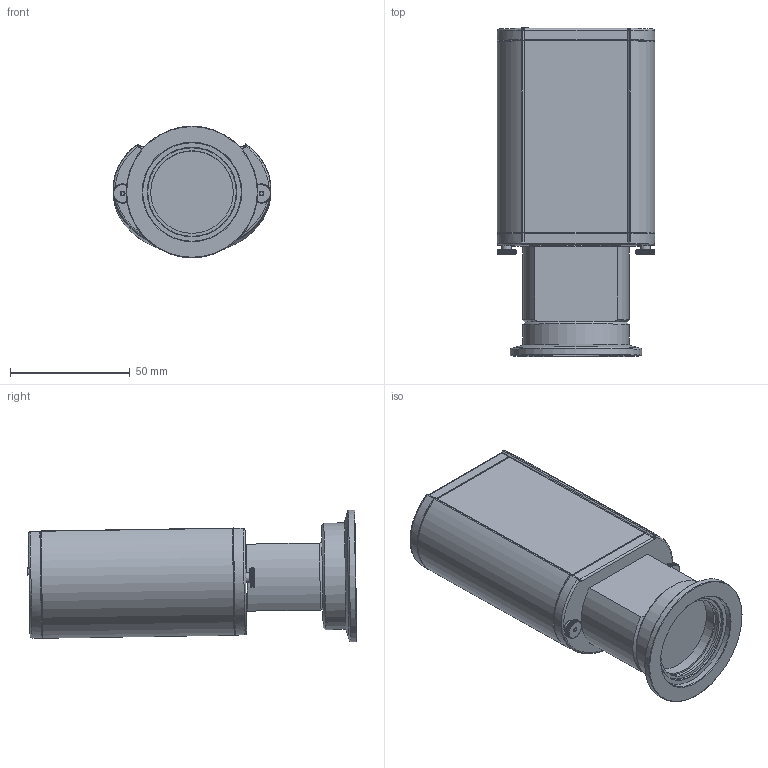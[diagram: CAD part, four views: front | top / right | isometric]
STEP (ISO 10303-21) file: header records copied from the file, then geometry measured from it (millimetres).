
FILE_DESCRIPTION (( 'STEP AP203' ), '1' );
FILE_NAME ('PBR KF40.STEP', '2022-06-08T08:03:17', ( '' ), ( '' ), 'SwSTEP 2.0', 'SolidWorks 2019', '' );
FILE_SCHEMA (( 'CONFIG_CONTROL_DESIGN' ));
Length unit declared in the file: millimetre
Products named in the file (1): PBR KF40
Bounding box: 66 x 137.77 x 55.03 mm (x, y, z)
Volume: 143202.4 mm3; surface area: 68879.9 mm2
Topology: 16 solids, 16 shells, 1271 faces, 3440 edges, 2210 vertices
Faces by surface type: plane 657, cylinder 342, bspline 179, cone 56, torus 37
Full cylindrical faces by diameter (mm): 1.2 x2, 1.6 x2, 2 x4, 2.05 x8, 2.2 x2, 2.3 x4, 2.5 x1, 2.54 x1, 2.6 x5, 3 x1, 3.175 x1, 4 x4, 5 x1, 6.5 x1, 34.5 x4, 36 x2, 37 x2, 41.2 x2, 44.5 x2, 55 x2
Entity records: 53342 total; most frequent: CARTESIAN_POINT 24887, ORIENTED_EDGE 6476, DIRECTION 4876, EDGE_CURVE 3238, VERTEX_POINT 2168, AXIS2_PLACEMENT_3D 1853, EDGE_LOOP 1474, FACE_OUTER_BOUND 1355
